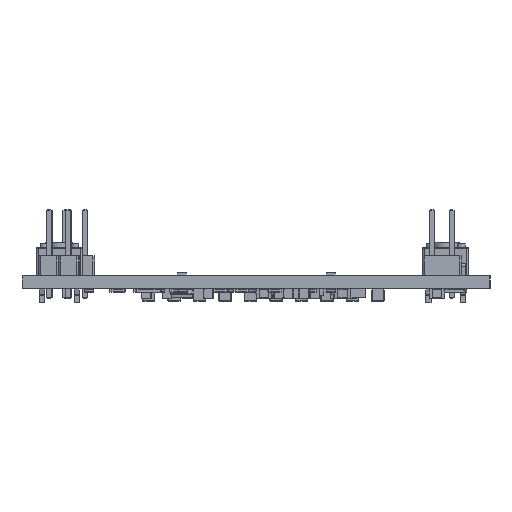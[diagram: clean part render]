
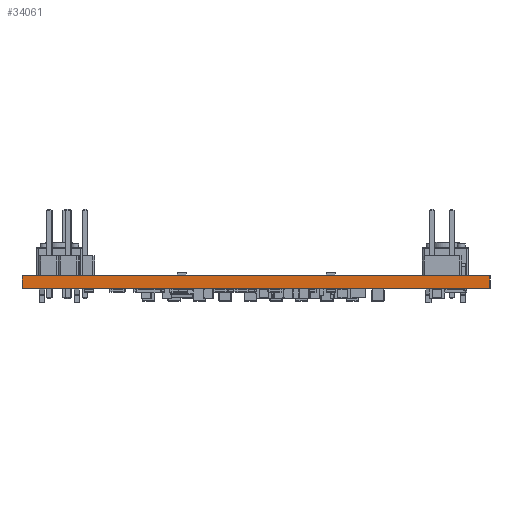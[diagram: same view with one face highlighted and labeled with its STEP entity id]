
A CAD part, left-side view. The second image highlights one B-rep face of the part: STEP entity #34061.
In plain terms, the highlighted planar face has unit normal (-1, 0, 0).
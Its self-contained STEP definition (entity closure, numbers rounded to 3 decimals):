
#34005 = VERTEX_POINT('',#34006);
#34006 = CARTESIAN_POINT('',(5.334,5.334,1.6));
#34012 = EDGE_CURVE('',#34013,#34005,#34015,.T.);
#34013 = VERTEX_POINT('',#34014);
#34014 = CARTESIAN_POINT('',(5.334,5.334,0.));
#34015 = LINE('',#34016,#34017);
#34016 = CARTESIAN_POINT('',(5.334,5.334,0.));
#34017 = VECTOR('',#34018,1.);
#34018 = DIRECTION('',(0.,0.,1.));
#34061 = ADVANCED_FACE('',(#34062),#34087,.T.);
#34062 = FACE_BOUND('',#34063,.T.);
#34063 = EDGE_LOOP('',(#34064,#34065,#34073,#34081));
#34064 = ORIENTED_EDGE('',*,*,#34012,.T.);
#34065 = ORIENTED_EDGE('',*,*,#34066,.T.);
#34066 = EDGE_CURVE('',#34005,#34067,#34069,.T.);
#34067 = VERTEX_POINT('',#34068);
#34068 = CARTESIAN_POINT('',(5.334,65.786,1.6));
#34069 = LINE('',#34070,#34071);
#34070 = CARTESIAN_POINT('',(5.334,5.334,1.6));
#34071 = VECTOR('',#34072,1.);
#34072 = DIRECTION('',(0.,1.,0.));
#34073 = ORIENTED_EDGE('',*,*,#34074,.F.);
#34074 = EDGE_CURVE('',#34075,#34067,#34077,.T.);
#34075 = VERTEX_POINT('',#34076);
#34076 = CARTESIAN_POINT('',(5.334,65.786,0.));
#34077 = LINE('',#34078,#34079);
#34078 = CARTESIAN_POINT('',(5.334,65.786,0.));
#34079 = VECTOR('',#34080,1.);
#34080 = DIRECTION('',(0.,0.,1.));
#34081 = ORIENTED_EDGE('',*,*,#34082,.F.);
#34082 = EDGE_CURVE('',#34013,#34075,#34083,.T.);
#34083 = LINE('',#34084,#34085);
#34084 = CARTESIAN_POINT('',(5.334,5.334,0.));
#34085 = VECTOR('',#34086,1.);
#34086 = DIRECTION('',(0.,1.,0.));
#34087 = PLANE('',#34088);
#34088 = AXIS2_PLACEMENT_3D('',#34089,#34090,#34091);
#34089 = CARTESIAN_POINT('',(5.334,5.334,0.));
#34090 = DIRECTION('',(-1.,0.,0.));
#34091 = DIRECTION('',(0.,1.,0.));
